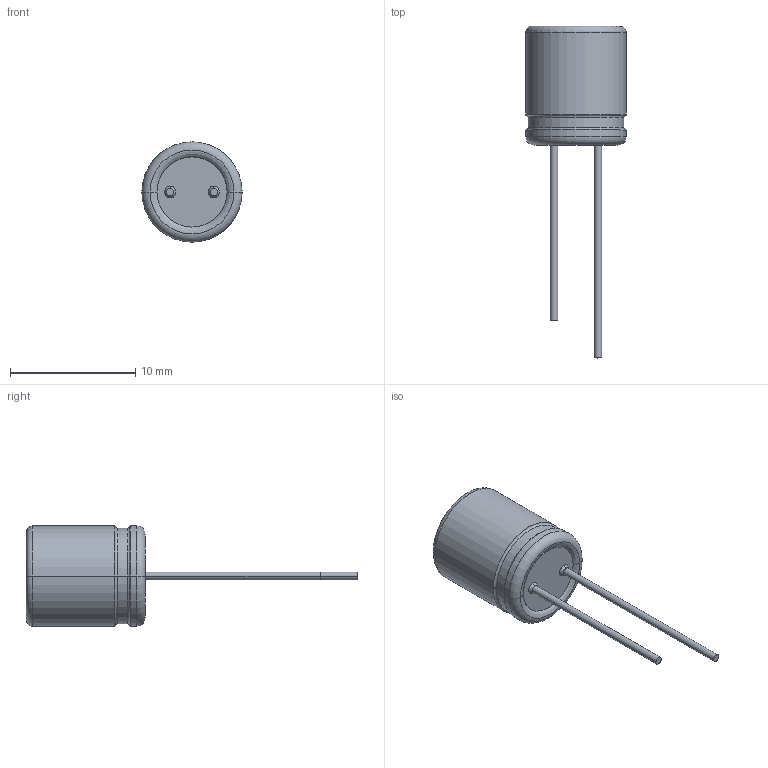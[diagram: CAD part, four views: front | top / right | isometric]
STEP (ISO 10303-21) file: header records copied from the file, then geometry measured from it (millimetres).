
FILE_DESCRIPTION (( 'STEP AP214' ), '1' );
FILE_NAME ('ƒ³8 SIZE CODE F.stp', '2018-11-14T04:34:06', ( '' ), ( '' ), 'SwSTEP 2.0', 'SolidWorks 2015', '' );
FILE_SCHEMA (( 'AUTOMOTIVE_DESIGN' ));
Length unit declared in the file: millimetre
Products named in the file (1): 兂8 SIZE CODE F
Bounding box: 8 x 26.5 x 8 mm (x, y, z)
Volume: 472.4 mm3; surface area: 392.8 mm2
Topology: 1 solids, 1 shells, 33 faces, 69 edges, 40 vertices
Faces by surface type: torus 14, cylinder 13, plane 6
Entity records: 970 total; most frequent: DIRECTION 190, CARTESIAN_POINT 143, ORIENTED_EDGE 138, AXIS2_PLACEMENT_3D 87, EDGE_CURVE 69, CIRCLE 53, VERTEX_POINT 40, EDGE_LOOP 35
